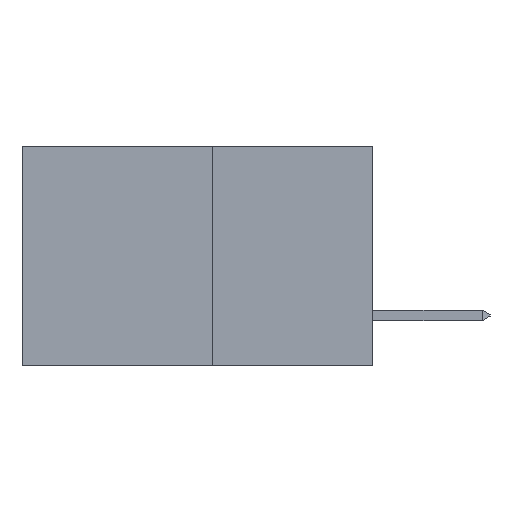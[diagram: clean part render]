
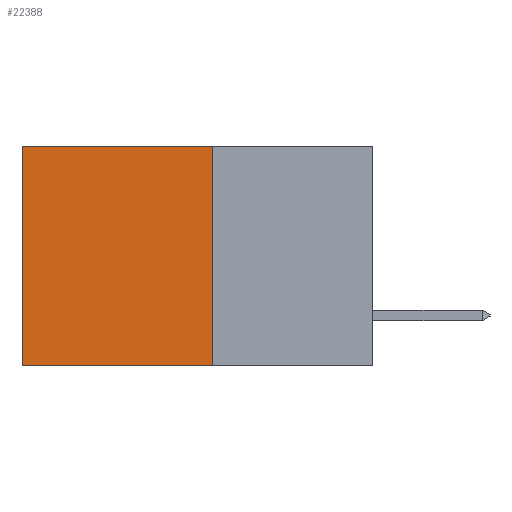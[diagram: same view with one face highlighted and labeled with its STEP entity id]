
A CAD part, left-side view. The second image highlights one B-rep face of the part: STEP entity #22388.
In plain terms, the highlighted planar face has unit normal (-1, 0, 0).
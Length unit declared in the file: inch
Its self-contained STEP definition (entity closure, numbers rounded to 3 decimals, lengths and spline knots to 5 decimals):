
#434 = PLANE ( 'NONE',  #13291 ) ;
#855 = EDGE_CURVE ( 'NONE', #4034, #18556, #22494, .T. ) ;
#2230 = CARTESIAN_POINT ( 'NONE',  ( 0.277, 0.27, -0.37 ) ) ;
#2812 = EDGE_CURVE ( 'NONE', #4034, #15752, #23589, .T. ) ;
#4034 = VERTEX_POINT ( 'NONE', #16559 ) ;
#4135 = DIRECTION ( 'NONE',  ( 0., 0., -1. ) ) ;
#4772 = DIRECTION ( 'NONE',  ( 0., 0., -1. ) ) ;
#4889 = ORIENTED_EDGE ( 'NONE', *, *, #22633, .T. ) ;
#5268 = ORIENTED_EDGE ( 'NONE', *, *, #855, .F. ) ;
#7888 = VECTOR ( 'NONE', #14393, 39.37008 ) ;
#9991 = CARTESIAN_POINT ( 'NONE',  ( 0.277, 0.59, -0.37 ) ) ;
#10140 = CARTESIAN_POINT ( 'NONE',  ( 0.277, 0.59, -0.37 ) ) ;
#10487 = FACE_OUTER_BOUND ( 'NONE', #18140, .T. ) ;
#11598 = ORIENTED_EDGE ( 'NONE', *, *, #14413, .F. ) ;
#12128 = ORIENTED_EDGE ( 'NONE', *, *, #2812, .T. ) ;
#13218 = CARTESIAN_POINT ( 'NONE',  ( 0.277, 0.27, -0.37 ) ) ;
#13291 = AXIS2_PLACEMENT_3D ( 'NONE', #13218, #15048, #4135 ) ;
#14393 = DIRECTION ( 'NONE',  ( 0., 0., -1. ) ) ;
#14413 = EDGE_CURVE ( 'NONE', #18556, #16060, #22698, .T. ) ;
#14489 = CARTESIAN_POINT ( 'NONE',  ( 0.277, 0.27, 0. ) ) ;
#14507 = LINE ( 'NONE', #10140, #23706 ) ;
#14592 = CARTESIAN_POINT ( 'NONE',  ( 0.277, 0.59, 0. ) ) ;
#15048 = DIRECTION ( 'NONE',  ( 1., 0., 0. ) ) ;
#15220 = DIRECTION ( 'NONE',  ( 0., 1., 0. ) ) ;
#15752 = VERTEX_POINT ( 'NONE', #14592 ) ;
#16060 = VERTEX_POINT ( 'NONE', #9991 ) ;
#16559 = CARTESIAN_POINT ( 'NONE',  ( 0.277, 0.27, 0. ) ) ;
#16656 = CARTESIAN_POINT ( 'NONE',  ( 0.277, 0.27, -0.37 ) ) ;
#16851 = DIRECTION ( 'NONE',  ( 0., 1., 0. ) ) ;
#17222 = VECTOR ( 'NONE', #16851, 39.37008 ) ;
#18140 = EDGE_LOOP ( 'NONE', ( #4889, #11598, #5268, #12128 ) ) ;
#18556 = VERTEX_POINT ( 'NONE', #19117 ) ;
#18689 = VECTOR ( 'NONE', #15220, 39.37008 ) ;
#19117 = CARTESIAN_POINT ( 'NONE',  ( 0.277, 0.27, -0.37 ) ) ;
#22388 = ADVANCED_FACE ( 'NONE', ( #10487 ), #434, .F. ) ;
#22494 = LINE ( 'NONE', #16656, #7888 ) ;
#22633 = EDGE_CURVE ( 'NONE', #15752, #16060, #14507, .T. ) ;
#22698 = LINE ( 'NONE', #2230, #17222 ) ;
#23589 = LINE ( 'NONE', #14489, #18689 ) ;
#23706 = VECTOR ( 'NONE', #4772, 39.37008 ) ;
